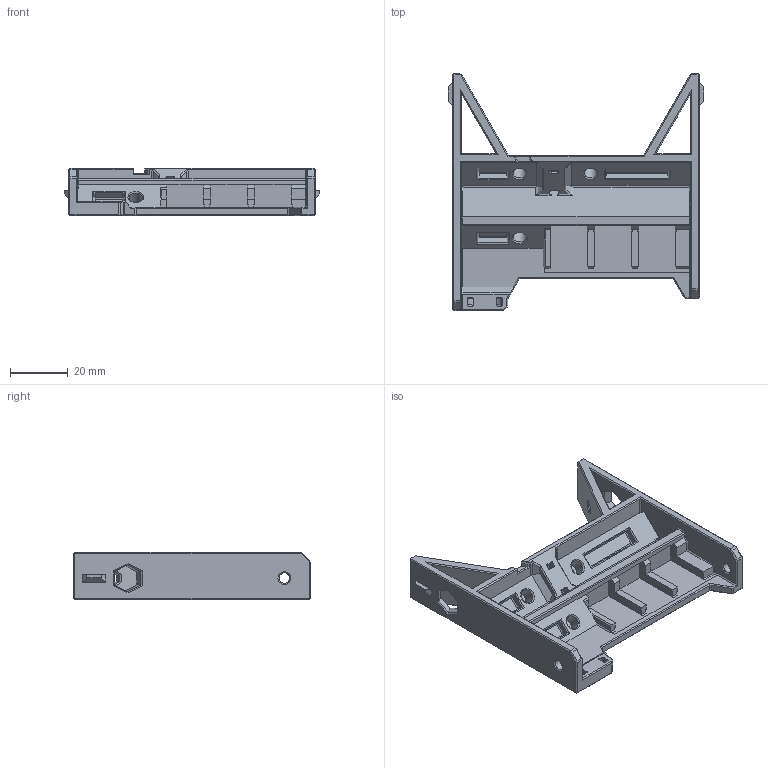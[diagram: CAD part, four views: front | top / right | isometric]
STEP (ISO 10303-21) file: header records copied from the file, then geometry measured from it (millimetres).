
FILE_DESCRIPTION(/* description */ (''),/* implementation_level */ '2;1');
FILE_NAME(/* name */ 'Under_Bed_Wire_Mgmt.step',/* time_stamp */ '2025-08-23T21:35:00-07:00',/* author */ (''),/* organization */ (''),/* preprocessor_version */ 'ST-DEVELOPER v20.1',/* originating_system */ 'Autodesk Translation Framework v14.10.0.0',/* authorisation */ '');
FILE_SCHEMA (('AUTOMOTIVE_DESIGN { 1 0 10303 214 3 1 1 }'));
Length unit declared in the file: millimetre
Products named in the file (1): Wago Mount 413
Bounding box: 88 x 81.71 x 16.43 mm (x, y, z)
Volume: 31927.4 mm3; surface area: 19251.8 mm2
Topology: 1 solids, 1 shells, 523 faces, 1276 edges, 762 vertices
Faces by surface type: plane 463, cylinder 37, torus 16, cone 7
Full cylindrical faces by diameter (mm): 3.6 x2, 4.6 x3
Entity records: 14840 total; most frequent: CARTESIAN_POINT 2562, ORIENTED_EDGE 2552, DIRECTION 2422, EDGE_CURVE 1276, LINE 1178, VECTOR 1178, VERTEX_POINT 762, AXIS2_PLACEMENT_3D 622
